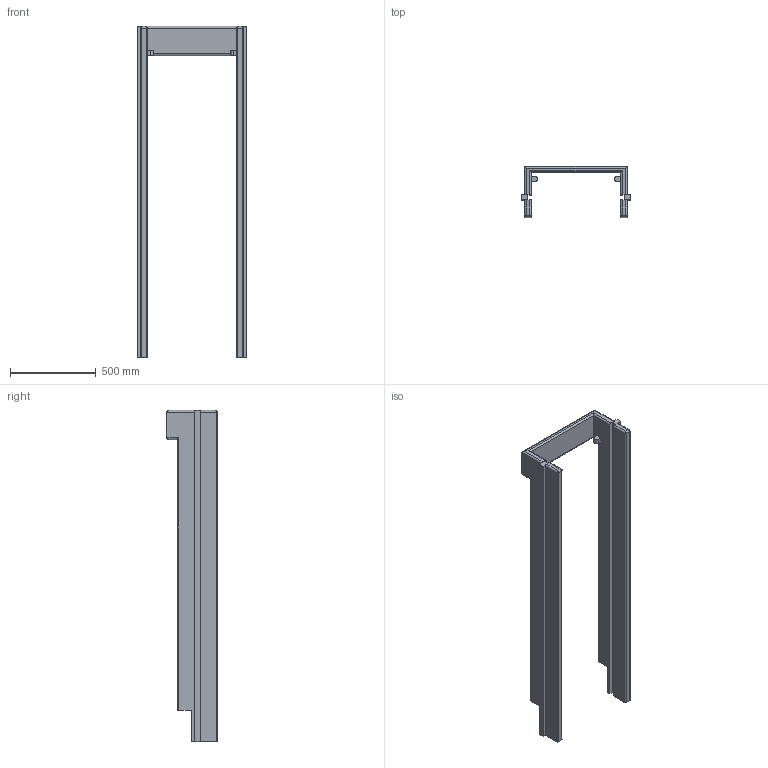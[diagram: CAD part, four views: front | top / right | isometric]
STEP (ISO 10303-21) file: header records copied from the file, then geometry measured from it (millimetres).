
FILE_DESCRIPTION(/* description */ (''),/* implementation_level */ '2;1');
FILE_NAME(/* name */ 'MiddleMast.step',/* time_stamp */ '2025-05-27T21:09:32-04:00',/* author */ (''),/* organization */ (''),/* preprocessor_version */ 'ST-DEVELOPER v20.1',/* originating_system */ 'Autodesk Translation Framework v14.10.0.0',/* authorisation */ '');
FILE_SCHEMA (('AUTOMOTIVE_DESIGN { 1 0 10303 214 3 1 1 }'));
Length unit declared in the file: millimetre
Products named in the file (1): MiddleMast
Bounding box: 640 x 294 x 1930 mm (x, y, z)
Volume: 37950609.5 mm3; surface area: 2586694.1 mm2
Topology: 1 solids, 1 shells, 72 faces, 194 edges, 120 vertices
Faces by surface type: plane 40, cylinder 28, bspline 4
Entity records: 2399 total; most frequent: CARTESIAN_POINT 565, ORIENTED_EDGE 380, DIRECTION 372, EDGE_CURVE 190, LINE 142, VECTOR 142, VERTEX_POINT 120, AXIS2_PLACEMENT_3D 115
